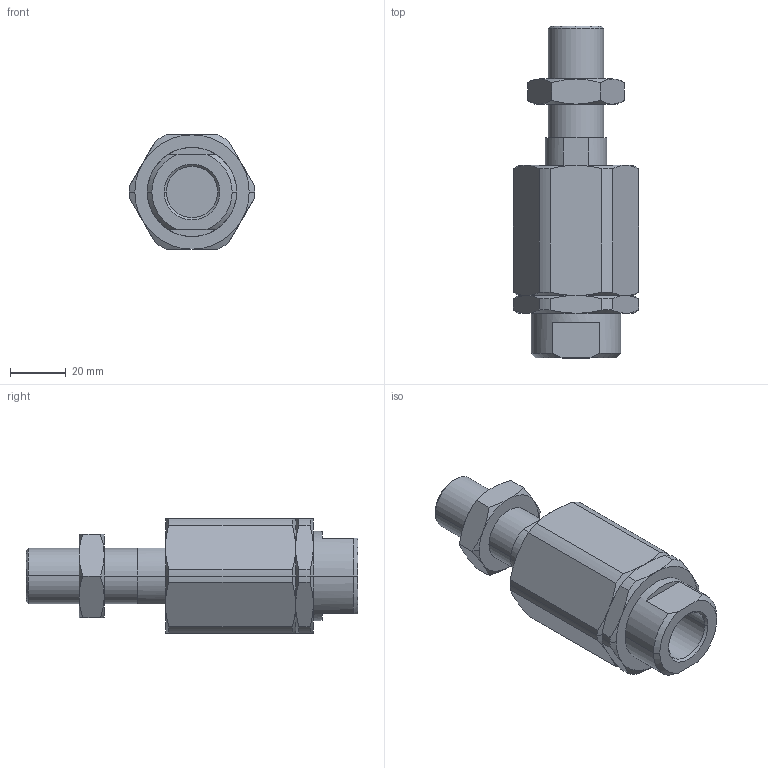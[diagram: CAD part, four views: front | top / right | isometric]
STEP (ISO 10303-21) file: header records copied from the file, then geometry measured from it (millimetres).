
FILE_DESCRIPTION(('STEP AP203'),'1');
FILE_NAME('compensateur_nw100.stp','2018-10-24T19:42:21',('TraceParts'),('TraceParts S.A.'),'Spatial InterOp 3D',' ',' ');
FILE_SCHEMA(('CONFIG_CONTROL_DESIGN'));
Length unit declared in the file: millimetre
Products named in the file (1): 1
Bounding box: 45 x 119 x 41 mm (x, y, z)
Volume: 97578.3 mm3; surface area: 23727.3 mm2
Topology: 3 solids, 3 shells, 127 faces, 290 edges, 168 vertices
Faces by surface type: cone 60, plane 35, cylinder 28, sphere 4
Entity records: 3624 total; most frequent: CARTESIAN_POINT 880, DIRECTION 594, ORIENTED_EDGE 572, EDGE_CURVE 286, AXIS2_PLACEMENT_3D 254, VERTEX_POINT 168, EDGE_LOOP 132, ADVANCED_FACE 127
